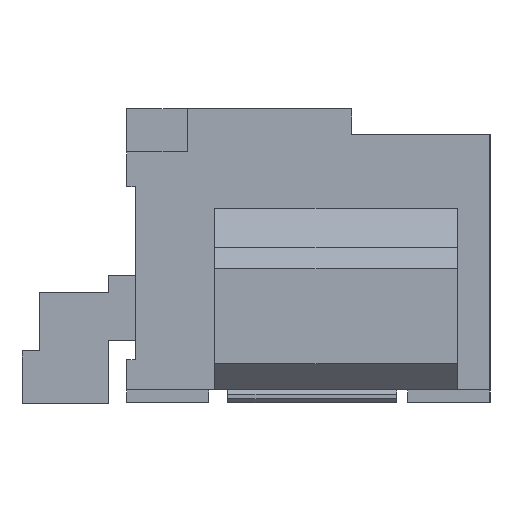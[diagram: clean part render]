
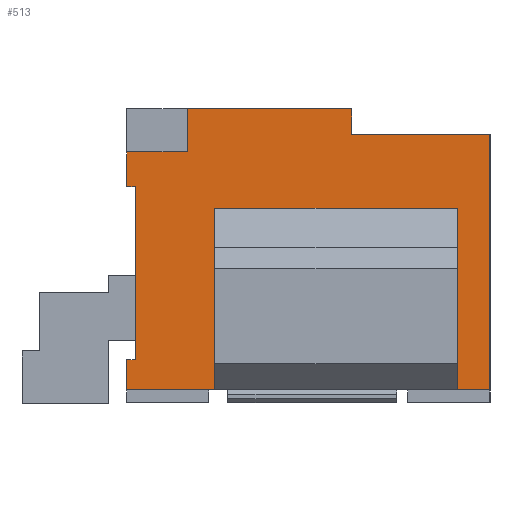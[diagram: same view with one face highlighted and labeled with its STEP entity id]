
A CAD part, left-side view. The second image highlights one B-rep face of the part: STEP entity #513.
In plain terms, the highlighted planar face has unit normal (-1, 0, 0).
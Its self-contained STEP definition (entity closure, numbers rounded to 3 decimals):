
#513 = ADVANCED_FACE( '', ( #1086 ), #1087, .T. );
#1086 = FACE_OUTER_BOUND( '', #1796, .T. );
#1087 = PLANE( '', #1797 );
#1796 = EDGE_LOOP( '', ( #2822, #2823, #2824, #2825, #2826, #2827, #2828, #2829, #2830, #2831, #2832, #2833, #2834, #2835, #2836, #2837 ) );
#1797 = AXIS2_PLACEMENT_3D( '', #2838, #2839, #2840 );
#2822 = ORIENTED_EDGE( '', *, *, #4748, .F. );
#2823 = ORIENTED_EDGE( '', *, *, #4831, .T. );
#2824 = ORIENTED_EDGE( '', *, *, #4832, .F. );
#2825 = ORIENTED_EDGE( '', *, *, #4833, .F. );
#2826 = ORIENTED_EDGE( '', *, *, #4834, .T. );
#2827 = ORIENTED_EDGE( '', *, *, #4835, .F. );
#2828 = ORIENTED_EDGE( '', *, *, #4836, .T. );
#2829 = ORIENTED_EDGE( '', *, *, #4837, .T. );
#2830 = ORIENTED_EDGE( '', *, *, #4838, .F. );
#2831 = ORIENTED_EDGE( '', *, *, #4839, .F. );
#2832 = ORIENTED_EDGE( '', *, *, #4678, .F. );
#2833 = ORIENTED_EDGE( '', *, *, #4840, .T. );
#2834 = ORIENTED_EDGE( '', *, *, #4754, .F. );
#2835 = ORIENTED_EDGE( '', *, *, #4642, .T. );
#2836 = ORIENTED_EDGE( '', *, *, #4841, .T. );
#2837 = ORIENTED_EDGE( '', *, *, #4842, .T. );
#2838 = CARTESIAN_POINT( '', ( -8.375, 0., 0. ) );
#2839 = DIRECTION( '', ( -1., 0., 0. ) );
#2840 = DIRECTION( '', ( 0., 0., 1. ) );
#4642 = EDGE_CURVE( '', #5592, #5590, #5593, .T. );
#4678 = EDGE_CURVE( '', #5654, #5655, #5656, .T. );
#4748 = EDGE_CURVE( '', #5778, #5780, #5781, .T. );
#4754 = EDGE_CURVE( '', #5592, #5790, #5791, .T. );
#4831 = EDGE_CURVE( '', #5778, #5920, #5921, .T. );
#4832 = EDGE_CURVE( '', #5922, #5920, #5923, .T. );
#4833 = EDGE_CURVE( '', #5924, #5922, #5925, .T. );
#4834 = EDGE_CURVE( '', #5924, #5926, #5927, .T. );
#4835 = EDGE_CURVE( '', #5928, #5926, #5929, .T. );
#4836 = EDGE_CURVE( '', #5928, #5930, #5931, .T. );
#4837 = EDGE_CURVE( '', #5930, #5932, #5933, .T. );
#4838 = EDGE_CURVE( '', #5934, #5932, #5935, .T. );
#4839 = EDGE_CURVE( '', #5655, #5934, #5936, .T. );
#4840 = EDGE_CURVE( '', #5654, #5790, #5937, .T. );
#4841 = EDGE_CURVE( '', #5590, #5938, #5939, .T. );
#4842 = EDGE_CURVE( '', #5938, #5780, #5940, .T. );
#5590 = VERTEX_POINT( '', #6969 );
#5592 = VERTEX_POINT( '', #6972 );
#5593 = LINE( '', #6973, #6974 );
#5654 = VERTEX_POINT( '', #7064 );
#5655 = VERTEX_POINT( '', #7065 );
#5656 = LINE( '', #7066, #7067 );
#5778 = VERTEX_POINT( '', #7248 );
#5780 = VERTEX_POINT( '', #7251 );
#5781 = LINE( '', #7252, #7253 );
#5790 = VERTEX_POINT( '', #7267 );
#5791 = LINE( '', #7268, #7269 );
#5920 = VERTEX_POINT( '', #7462 );
#5921 = LINE( '', #7463, #7464 );
#5922 = VERTEX_POINT( '', #7465 );
#5923 = LINE( '', #7466, #7467 );
#5924 = VERTEX_POINT( '', #7468 );
#5925 = LINE( '', #7469, #7470 );
#5926 = VERTEX_POINT( '', #7471 );
#5927 = LINE( '', #7472, #7473 );
#5928 = VERTEX_POINT( '', #7474 );
#5929 = LINE( '', #7475, #7476 );
#5930 = VERTEX_POINT( '', #7477 );
#5931 = LINE( '', #7478, #7479 );
#5932 = VERTEX_POINT( '', #7480 );
#5933 = LINE( '', #7481, #7482 );
#5934 = VERTEX_POINT( '', #7483 );
#5935 = LINE( '', #7484, #7485 );
#5936 = LINE( '', #7486, #7487 );
#5937 = LINE( '', #7488, #7489 );
#5938 = VERTEX_POINT( '', #7490 );
#5939 = LINE( '', #7491, #7492 );
#5940 = LINE( '', #7493, #7494 );
#6969 = CARTESIAN_POINT( '', ( -8.375, 1.08, 0.55 ) );
#6972 = CARTESIAN_POINT( '', ( -8.375, 1.08, -1.55 ) );
#6973 = CARTESIAN_POINT( '', ( -8.375, 1.08, -1.7 ) );
#6974 = VECTOR( '', #8720, 1000. );
#7064 = CARTESIAN_POINT( '', ( -8.375, 2.1, -1.2 ) );
#7065 = CARTESIAN_POINT( '', ( -8.375, 2., -1.2 ) );
#7066 = CARTESIAN_POINT( '', ( -8.375, 0., -1.2 ) );
#7067 = VECTOR( '', #8750, 1000. );
#7248 = CARTESIAN_POINT( '', ( -8.375, -2.1, -1.55 ) );
#7251 = CARTESIAN_POINT( '', ( -8.375, -1.72, -1.55 ) );
#7252 = CARTESIAN_POINT( '', ( -8.375, 0., -1.55 ) );
#7253 = VECTOR( '', #8811, 1000. );
#7267 = CARTESIAN_POINT( '', ( -8.375, 2.1, -1.55 ) );
#7268 = CARTESIAN_POINT( '', ( -8.375, 0., -1.55 ) );
#7269 = VECTOR( '', #8817, 1000. );
#7462 = CARTESIAN_POINT( '', ( -8.375, -2.1, 1.4 ) );
#7463 = CARTESIAN_POINT( '', ( -8.375, -2.1, -1.7 ) );
#7464 = VECTOR( '', #8882, 1000. );
#7465 = CARTESIAN_POINT( '', ( -8.375, -0.5, 1.4 ) );
#7466 = CARTESIAN_POINT( '', ( -8.375, 0., 1.4 ) );
#7467 = VECTOR( '', #8883, 1000. );
#7468 = CARTESIAN_POINT( '', ( -8.375, -0.5, 1.7 ) );
#7469 = CARTESIAN_POINT( '', ( -8.375, -0.5, 0. ) );
#7470 = VECTOR( '', #8884, 1000. );
#7471 = CARTESIAN_POINT( '', ( -8.375, 1.4, 1.7 ) );
#7472 = CARTESIAN_POINT( '', ( -8.375, -2.1, 1.7 ) );
#7473 = VECTOR( '', #8885, 1000. );
#7474 = CARTESIAN_POINT( '', ( -8.375, 1.4, 1.2 ) );
#7475 = CARTESIAN_POINT( '', ( -8.375, 1.4, 1.2 ) );
#7476 = VECTOR( '', #8886, 1000. );
#7477 = CARTESIAN_POINT( '', ( -8.375, 2.1, 1.2 ) );
#7478 = CARTESIAN_POINT( '', ( -8.375, 1.4, 1.2 ) );
#7479 = VECTOR( '', #8887, 1000. );
#7480 = CARTESIAN_POINT( '', ( -8.375, 2.1, 0.8 ) );
#7481 = CARTESIAN_POINT( '', ( -8.375, 2.1, 1.7 ) );
#7482 = VECTOR( '', #8888, 1000. );
#7483 = CARTESIAN_POINT( '', ( -8.375, 2., 0.8 ) );
#7484 = CARTESIAN_POINT( '', ( -8.375, 0., 0.8 ) );
#7485 = VECTOR( '', #8889, 1000. );
#7486 = CARTESIAN_POINT( '', ( -8.375, 2., 0. ) );
#7487 = VECTOR( '', #8890, 1000. );
#7488 = CARTESIAN_POINT( '', ( -8.375, 2.1, 1.7 ) );
#7489 = VECTOR( '', #8891, 1000. );
#7490 = CARTESIAN_POINT( '', ( -8.375, -1.72, 0.55 ) );
#7491 = CARTESIAN_POINT( '', ( -8.375, -1.72, 0.55 ) );
#7492 = VECTOR( '', #8892, 1000. );
#7493 = CARTESIAN_POINT( '', ( -8.375, -1.72, 0.1 ) );
#7494 = VECTOR( '', #8893, 1000. );
#8720 = DIRECTION( '', ( 0., 0., 1. ) );
#8750 = DIRECTION( '', ( 0., -1., 0. ) );
#8811 = DIRECTION( '', ( 0., 1., 0. ) );
#8817 = DIRECTION( '', ( 0., 1., 0. ) );
#8882 = DIRECTION( '', ( 0., 0., 1. ) );
#8883 = DIRECTION( '', ( 0., -1., 0. ) );
#8884 = DIRECTION( '', ( 0., 0., -1. ) );
#8885 = DIRECTION( '', ( 0., 1., 0. ) );
#8886 = DIRECTION( '', ( 0., 0., 1. ) );
#8887 = DIRECTION( '', ( 0., 1., 0. ) );
#8888 = DIRECTION( '', ( 0., 0., -1. ) );
#8889 = DIRECTION( '', ( 0., 1., 0. ) );
#8890 = DIRECTION( '', ( 0., 0., 1. ) );
#8891 = DIRECTION( '', ( 0., 0., -1. ) );
#8892 = DIRECTION( '', ( 0., -1., 0. ) );
#8893 = DIRECTION( '', ( 0., 0., -1. ) );
